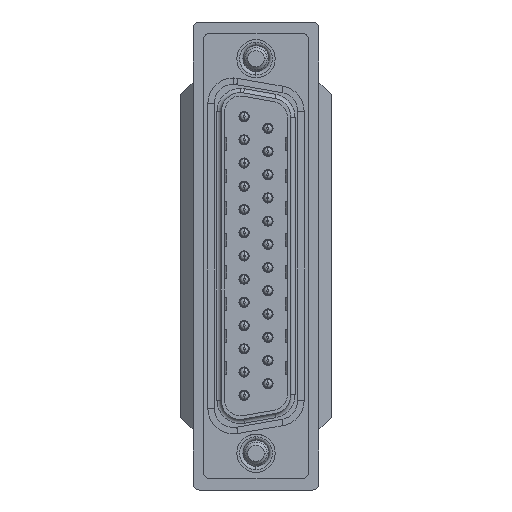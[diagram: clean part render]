
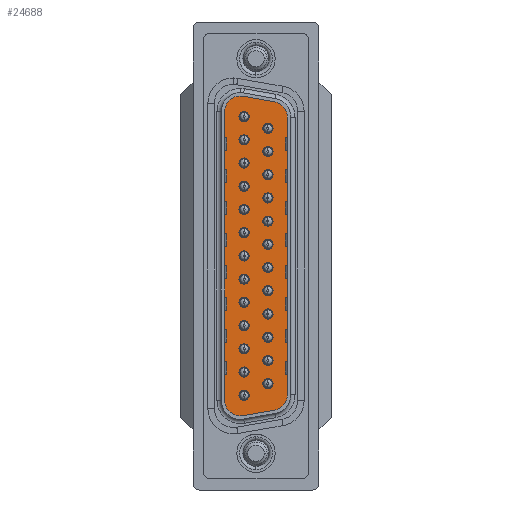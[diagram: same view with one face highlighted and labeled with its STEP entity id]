
A CAD part, left-side view. The second image highlights one B-rep face of the part: STEP entity #24688.
In plain terms, the highlighted face is planar.
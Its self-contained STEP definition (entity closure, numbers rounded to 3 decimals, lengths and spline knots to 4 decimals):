
#6828 = FACE_OUTER_BOUND ( 'NONE', #23724, .T. ) ;
#9818 = CARTESIAN_POINT ( 'NONE',  ( 0.7015, 0.097, -0.016 ) ) ;
#9828 = PLANE ( 'NONE',  #94090 ) ;
#9833 = DIRECTION ( 'NONE',  ( 0., 0., 1. ) ) ;
#9835 = DIRECTION ( 'NONE',  ( 1., 0., 0. ) ) ;
#23724 = EDGE_LOOP ( 'NONE', ( #58344, #58347, #58350, #58352, #58354, #58357, #58359, #58363, #58364 ) ) ;
#24688 = ADVANCED_FACE ( 'NONE', ( #6828 ), #9828, .T. ) ;
#48003 = CARTESIAN_POINT ( 'NONE',  ( 0.8041, 0.0904, -0.016 ) ) ;
#48012 = CARTESIAN_POINT ( 'NONE',  ( 0.8055, 0.106, -0.016 ) ) ;
#48040 = CARTESIAN_POINT ( 'NONE',  ( 0.7155, 0.196, -0.016 ) ) ;
#48044 = CARTESIAN_POINT ( 'NONE',  ( -0.8041, 0.0904, -0.016 ) ) ;
#48066 = CARTESIAN_POINT ( 'NONE',  ( -0.7668, -0.1216, -0.016 ) ) ;
#48068 = CARTESIAN_POINT ( 'NONE',  ( -0.7155, 0.196, -0.016 ) ) ;
#48070 = CARTESIAN_POINT ( 'NONE',  ( -0.6781, -0.196, -0.016 ) ) ;
#48073 = CARTESIAN_POINT ( 'NONE',  ( 0.6781, -0.196, -0.016 ) ) ;
#48085 = CARTESIAN_POINT ( 'NONE',  ( 0.7668, -0.1216, -0.016 ) ) ;
#49037 = VERTEX_POINT ( 'NONE', #48003 ) ;
#49040 = VERTEX_POINT ( 'NONE', #48012 ) ;
#49097 = VERTEX_POINT ( 'NONE', #48040 ) ;
#49100 = VERTEX_POINT ( 'NONE', #48044 ) ;
#49129 = VERTEX_POINT ( 'NONE', #48068 ) ;
#49139 = VERTEX_POINT ( 'NONE', #48066 ) ;
#49145 = VERTEX_POINT ( 'NONE', #48070 ) ;
#49150 = VERTEX_POINT ( 'NONE', #48073 ) ;
#49156 = VERTEX_POINT ( 'NONE', #48085 ) ;
#58344 = ORIENTED_EDGE ( 'NONE', *, *, #103419, .T. ) ;
#58347 = ORIENTED_EDGE ( 'NONE', *, *, #103634, .T. ) ;
#58350 = ORIENTED_EDGE ( 'NONE', *, *, #103566, .T. ) ;
#58352 = ORIENTED_EDGE ( 'NONE', *, *, #103578, .T. ) ;
#58354 = ORIENTED_EDGE ( 'NONE', *, *, #103591, .T. ) ;
#58357 = ORIENTED_EDGE ( 'NONE', *, *, #103603, .T. ) ;
#58359 = ORIENTED_EDGE ( 'NONE', *, *, #103613, .T. ) ;
#58363 = ORIENTED_EDGE ( 'NONE', *, *, #103623, .T. ) ;
#58364 = ORIENTED_EDGE ( 'NONE', *, *, #103627, .T. ) ;
#69378 = AXIS2_PLACEMENT_3D ( 'NONE', #85566, #85567, #85568 ) ;
#69412 = AXIS2_PLACEMENT_3D ( 'NONE', #85670, #85671, #85672 ) ;
#69416 = AXIS2_PLACEMENT_3D ( 'NONE', #85683, #85684, #85685 ) ;
#69421 = AXIS2_PLACEMENT_3D ( 'NONE', #85696, #85697, #85698 ) ;
#69425 = AXIS2_PLACEMENT_3D ( 'NONE', #85705, #85706, #85707 ) ;
#83752 = CIRCLE ( 'NONE', #69378, 0.09 ) ;
#83817 = LINE ( 'NONE', #85659, #83820 ) ;
#83820 = VECTOR ( 'NONE', #85660, 39.3701 ) ;
#83821 = CIRCLE ( 'NONE', #69412, 0.09 ) ;
#83827 = LINE ( 'NONE', #85674, #83830 ) ;
#83830 = VECTOR ( 'NONE', #85673, 39.3701 ) ;
#83832 = CIRCLE ( 'NONE', #69416, 0.09 ) ;
#83837 = LINE ( 'NONE', #85688, #83840 ) ;
#83840 = VECTOR ( 'NONE', #85689, 39.3701 ) ;
#83842 = CIRCLE ( 'NONE', #69421, 0.09 ) ;
#83845 = LINE ( 'NONE', #85699, #83848 ) ;
#83848 = VECTOR ( 'NONE', #85700, 39.3701 ) ;
#83849 = CIRCLE ( 'NONE', #69425, 0.09 ) ;
#85566 = CARTESIAN_POINT ( 'NONE',  ( 0.7155, 0.106, -0.016 ) ) ;
#85567 = DIRECTION ( 'NONE',  ( 0., 0., 1. ) ) ;
#85568 = DIRECTION ( 'NONE',  ( 1., 0., 0. ) ) ;
#85659 = CARTESIAN_POINT ( 'NONE',  ( -0.7155, 0.196, -0.016 ) ) ;
#85660 = DIRECTION ( 'NONE',  ( -1., 0., 0. ) ) ;
#85670 = CARTESIAN_POINT ( 'NONE',  ( -0.7155, 0.106, -0.016 ) ) ;
#85671 = DIRECTION ( 'NONE',  ( 0., 0., 1. ) ) ;
#85672 = DIRECTION ( 'NONE',  ( 1., 0., 0. ) ) ;
#85673 = DIRECTION ( 'NONE',  ( 0.174, -0.985, 0. ) ) ;
#85674 = CARTESIAN_POINT ( 'NONE',  ( -0.7668, -0.1216, -0.016 ) ) ;
#85683 = CARTESIAN_POINT ( 'NONE',  ( -0.6781, -0.106, -0.016 ) ) ;
#85684 = DIRECTION ( 'NONE',  ( 0., 0., 1. ) ) ;
#85685 = DIRECTION ( 'NONE',  ( 1., 0., 0. ) ) ;
#85688 = CARTESIAN_POINT ( 'NONE',  ( 0.6781, -0.196, -0.016 ) ) ;
#85689 = DIRECTION ( 'NONE',  ( 1., 0., 0. ) ) ;
#85696 = CARTESIAN_POINT ( 'NONE',  ( 0.6781, -0.106, -0.016 ) ) ;
#85697 = DIRECTION ( 'NONE',  ( 0., 0., 1. ) ) ;
#85698 = DIRECTION ( 'NONE',  ( 1., 0., 0. ) ) ;
#85699 = CARTESIAN_POINT ( 'NONE',  ( 0.8041, 0.0904, -0.016 ) ) ;
#85700 = DIRECTION ( 'NONE',  ( 0.174, 0.985, 0. ) ) ;
#85705 = CARTESIAN_POINT ( 'NONE',  ( 0.7155, 0.106, -0.016 ) ) ;
#85706 = DIRECTION ( 'NONE',  ( 0., 0., 1. ) ) ;
#85707 = DIRECTION ( 'NONE',  ( 1., 0., 0. ) ) ;
#94090 = AXIS2_PLACEMENT_3D ( 'NONE', #9818, #9833, #9835 ) ;
#103419 = EDGE_CURVE ( 'NONE', #49037, #49040, #83752, .T. ) ;
#103566 = EDGE_CURVE ( 'NONE', #49097, #49129, #83817, .T. ) ;
#103578 = EDGE_CURVE ( 'NONE', #49129, #49100, #83821, .T. ) ;
#103591 = EDGE_CURVE ( 'NONE', #49100, #49139, #83827, .T. ) ;
#103603 = EDGE_CURVE ( 'NONE', #49139, #49145, #83832, .T. ) ;
#103613 = EDGE_CURVE ( 'NONE', #49145, #49150, #83837, .T. ) ;
#103623 = EDGE_CURVE ( 'NONE', #49150, #49156, #83842, .T. ) ;
#103627 = EDGE_CURVE ( 'NONE', #49156, #49037, #83845, .T. ) ;
#103634 = EDGE_CURVE ( 'NONE', #49040, #49097, #83849, .T. ) ;
